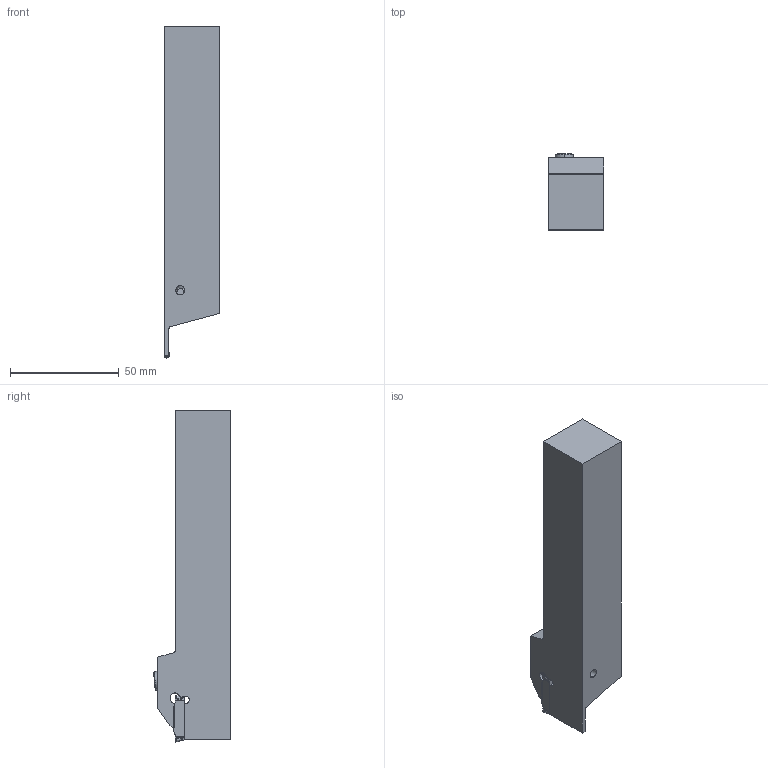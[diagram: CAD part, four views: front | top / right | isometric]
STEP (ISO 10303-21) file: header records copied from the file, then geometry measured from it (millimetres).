
FILE_DESCRIPTION(/* description */ (''),/* implementation_level */ '2;1');
FILE_NAME(/* name */ 'GYQRUS16D00-E20_CW0_098_IR0_049.stp',/* time_stamp */ '2023-03-20T14:54:45+09:00',/* author */ (''),/* organization */ (''),/* preprocessor_version */ 'ST-DEVELOPER v16',/* originating_system */ 'SIEMENS PLM Software NX 10.0',/* authorisation */ '');
FILE_SCHEMA (('AUTOMOTIVE_DESIGN { 1 0 10303 214 3 1 1 1 }'));
Length unit declared in the file: millimetre
Products named in the file (1): GYQRUS16D00-E20_CW0_098_IR0_049_ASM
Bounding box: 25.67 x 35.22 x 152.6 mm (x, y, z)
Volume: 88845.9 mm3; surface area: 16997.5 mm2
Topology: 2 solids, 3 shells, 130 faces, 368 edges, 270 vertices
Faces by surface type: plane 43, bspline 38, cylinder 36, cone 8, torus 5
Entity records: 7682 total; most frequent: CARTESIAN_POINT 4577, ORIENTED_EDGE 692, DIRECTION 486, EDGE_CURVE 346, VERTEX_POINT 225, AXIS2_PLACEMENT_3D 175, B_SPLINE_CURVE_WITH_KNOTS 149, LINE 136
